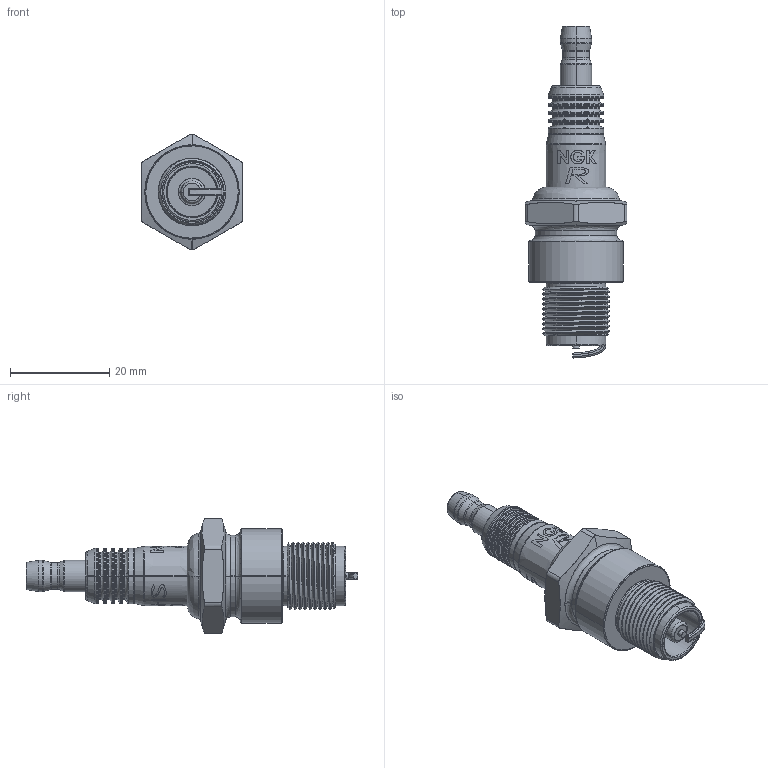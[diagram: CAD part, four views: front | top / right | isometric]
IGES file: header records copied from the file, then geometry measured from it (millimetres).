
Start section: SolidWorks IGES file using analytic representation for surfaces
Global section: file name: Spark Plug 144.IGS; native system: SolidWorks 2012; preprocessor: SolidWorks 2012; author: Nyberg Family; date: 131225.124428; units: millimetre
Bounding box: 20.5 x 66.9 x 23.36 mm (x, y, z)
Surface area: 4535.9 mm2 (no closed solid volume)
Topology: 0 solids, 0 shells, 249 faces, 4277 edges, 4269 vertices
Faces by surface type: bspline 143, revolution 106
